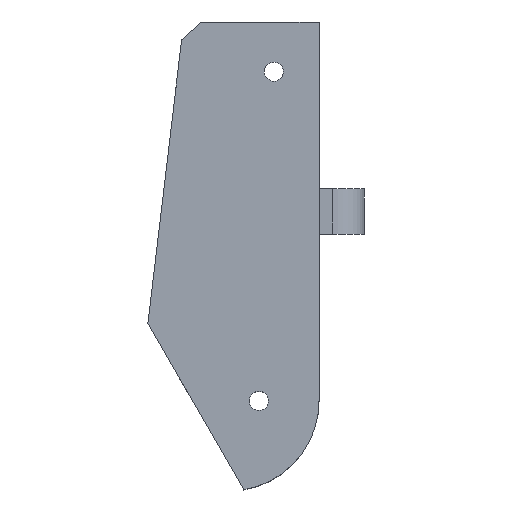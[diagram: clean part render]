
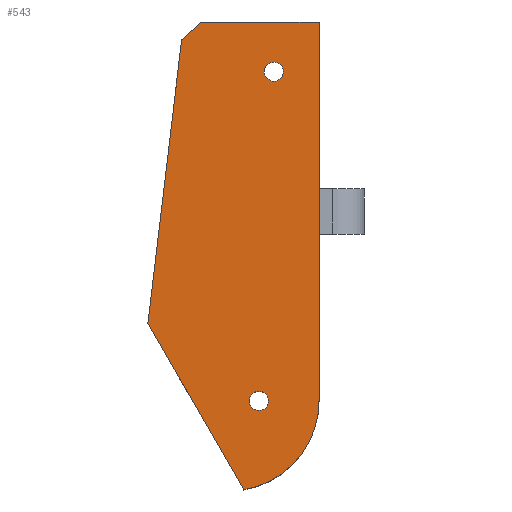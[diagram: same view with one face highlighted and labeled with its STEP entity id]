
A CAD part, top view. The second image highlights one B-rep face of the part: STEP entity #543.
In plain terms, the highlighted planar face has unit normal (0, 0, 1).
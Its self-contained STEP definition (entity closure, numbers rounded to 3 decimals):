
#24=FACE_BOUND('',#97,.T.);
#25=FACE_BOUND('',#98,.T.);
#37=PLANE('',#606);
#61=FACE_OUTER_BOUND('',#96,.T.);
#96=EDGE_LOOP('',(#443,#444,#445,#446,#447,#448));
#97=EDGE_LOOP('',(#449));
#98=EDGE_LOOP('',(#450));
#131=LINE('',#819,#190);
#145=LINE('',#855,#204);
#152=LINE('',#877,#211);
#153=LINE('',#879,#212);
#154=LINE('',#880,#213);
#190=VECTOR('',#665,10.);
#204=VECTOR('',#695,10.);
#211=VECTOR('',#716,10.);
#212=VECTOR('',#717,10.);
#213=VECTOR('',#718,10.);
#240=CIRCLE('',#602,10.);
#243=CIRCLE('',#607,1.063);
#244=CIRCLE('',#608,1.063);
#262=VERTEX_POINT('',#816);
#263=VERTEX_POINT('',#818);
#277=VERTEX_POINT('',#854);
#280=VERTEX_POINT('',#862);
#285=VERTEX_POINT('',#876);
#286=VERTEX_POINT('',#878);
#287=VERTEX_POINT('',#881);
#288=VERTEX_POINT('',#883);
#317=EDGE_CURVE('',#263,#262,#131,.T.);
#335=EDGE_CURVE('',#262,#277,#145,.T.);
#340=EDGE_CURVE('',#280,#277,#240,.T.);
#346=EDGE_CURVE('',#280,#285,#152,.T.);
#347=EDGE_CURVE('',#285,#286,#153,.T.);
#348=EDGE_CURVE('',#263,#286,#154,.T.);
#349=EDGE_CURVE('',#287,#287,#243,.T.);
#350=EDGE_CURVE('',#288,#288,#244,.T.);
#443=ORIENTED_EDGE('',*,*,#335,.T.);
#444=ORIENTED_EDGE('',*,*,#340,.F.);
#445=ORIENTED_EDGE('',*,*,#346,.T.);
#446=ORIENTED_EDGE('',*,*,#347,.T.);
#447=ORIENTED_EDGE('',*,*,#348,.F.);
#448=ORIENTED_EDGE('',*,*,#317,.T.);
#449=ORIENTED_EDGE('',*,*,#349,.T.);
#450=ORIENTED_EDGE('',*,*,#350,.F.);
#543=ADVANCED_FACE('',(#61,#24,#25),#37,.T.);
#602=AXIS2_PLACEMENT_3D('',#864,#703,#704);
#606=AXIS2_PLACEMENT_3D('',#875,#714,#715);
#607=AXIS2_PLACEMENT_3D('',#882,#719,#720);
#608=AXIS2_PLACEMENT_3D('',#884,#721,#722);
#665=DIRECTION('',(-0.118,-0.993,0.));
#695=DIRECTION('',(0.5,-0.866,0.));
#703=DIRECTION('center_axis',(0.,0.,-1.));
#704=DIRECTION('ref_axis',(-1.,0.,0.));
#714=DIRECTION('center_axis',(0.,0.,1.));
#715=DIRECTION('ref_axis',(1.,0.,0.));
#716=DIRECTION('',(0.,1.,0.));
#717=DIRECTION('',(-1.,0.,0.));
#718=DIRECTION('',(0.748,0.664,0.));
#719=DIRECTION('center_axis',(0.,0.,-1.));
#720=DIRECTION('ref_axis',(1.,0.,0.));
#721=DIRECTION('center_axis',(0.,0.,1.));
#722=DIRECTION('ref_axis',(1.,0.,0.));
#816=CARTESIAN_POINT('',(-8.979,-12.422,14.));
#818=CARTESIAN_POINT('',(-5.236,19.014,14.));
#819=CARTESIAN_POINT('',(-5.,21.,14.));
#854=CARTESIAN_POINT('',(1.667,-30.86,14.));
#855=CARTESIAN_POINT('',(-5.223,-18.927,14.));
#862=CARTESIAN_POINT('',(10.,-21.,14.));
#864=CARTESIAN_POINT('Origin',(0.,-21.,14.));
#875=CARTESIAN_POINT('Origin',(0.,0.,14.));
#876=CARTESIAN_POINT('',(10.,21.,14.));
#877=CARTESIAN_POINT('',(10.,-21.,14.));
#878=CARTESIAN_POINT('',(-3.,21.,14.));
#879=CARTESIAN_POINT('',(10.,21.,14.));
#880=CARTESIAN_POINT('',(-7.934,16.619,14.));
#881=CARTESIAN_POINT('',(3.937,15.5,14.));
#882=CARTESIAN_POINT('Origin',(5.,15.5,14.));
#883=CARTESIAN_POINT('',(2.271,-21.,14.));
#884=CARTESIAN_POINT('Origin',(3.333,-21.,14.));
